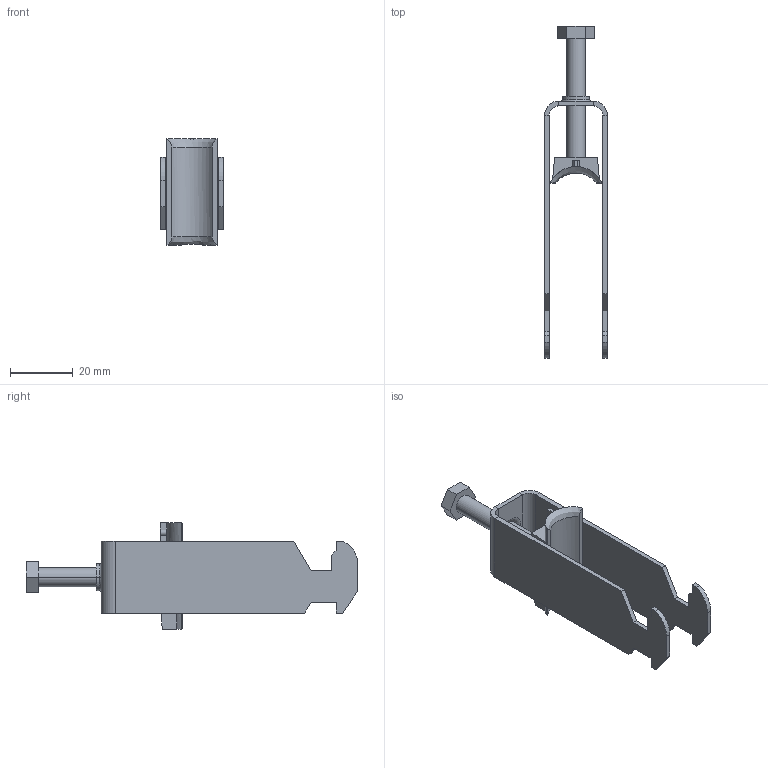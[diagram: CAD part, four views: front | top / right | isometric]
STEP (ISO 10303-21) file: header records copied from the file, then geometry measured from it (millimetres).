
FILE_DESCRIPTION (( 'STEP AP214' ), '1' );
FILE_NAME ('1162160.stp', '2017-05-02T08:25:35', ( '' ), ( '' ), 'SwSTEP 2.0', 'SolidWorks 2016', '' );
FILE_SCHEMA (( 'AUTOMOTIVE_DESIGN' ));
Length unit declared in the file: millimetre
Products named in the file (5): EB101-03-02_Standard; EB101-00-04_Standard; EB101-00-03_M6 x 38; EB101-03-01_3 fach; 1162160
Assembly tree (4 placements, depth 2):
  1162160
    EB101-03-01_3 fach
    EB101-00-03_M6 x 38
    EB101-00-04_Standard
    EB101-03-02_Standard
Bounding box: 20 x 106 x 34 mm (x, y, z)
Volume: 8828.3 mm3; surface area: 11955.8 mm2
Topology: 4 solids, 4 shells, 190 faces, 480 edges, 303 vertices
Faces by surface type: plane 145, cylinder 27, torus 8, cone 8, bspline 2
Entity records: 6094 total; most frequent: CARTESIAN_POINT 1335, ORIENTED_EDGE 956, DIRECTION 934, EDGE_CURVE 478, VECTOR 358, LINE 358, VERTEX_POINT 303, AXIS2_PLACEMENT_3D 288
